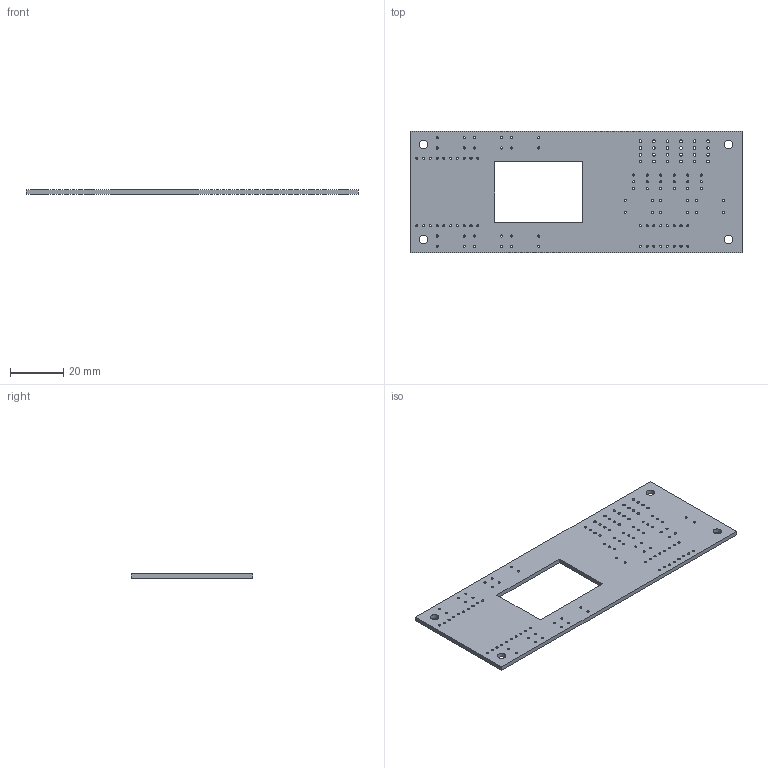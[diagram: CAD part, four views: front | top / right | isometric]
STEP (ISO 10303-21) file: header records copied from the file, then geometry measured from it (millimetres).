
FILE_DESCRIPTION(('KiCad electronic assembly'),'2;1');
FILE_NAME('main-board.step','2023-09-24T18:42:10',('Pcbnew'),('Kicad'), 'Open CASCADE STEP processor 7.6','KiCad to STEP converter','Unknown' );
FILE_SCHEMA(('AUTOMOTIVE_DESIGN { 1 0 10303 214 1 1 1 1 }'));
Length unit declared in the file: millimetre
Products named in the file (2): main-board 1; main-board PCB
Assembly tree (1 placements, depth 2):
  main-board 1
    main-board PCB
Bounding box: 124.46 x 45.72 x 1.6 mm (x, y, z)
Volume: 7742.7 mm3; surface area: 10948.7 mm2
Topology: 1 solids, 1 shells, 128 faces, 378 edges, 252 vertices
Faces by surface type: cylinder 118, plane 10
Full cylindrical faces by diameter (mm): 0.8 x90, 1 x24, 3.2 x4
Entity records: 10563 total; most frequent: CARTESIAN_POINT 2932, DIRECTION 1394, ORIENTED_EDGE 756, PCURVE 756, DEFINITIONAL_REPRESENTATION 756, LINE 662, VECTOR 662, EDGE_CURVE 378
